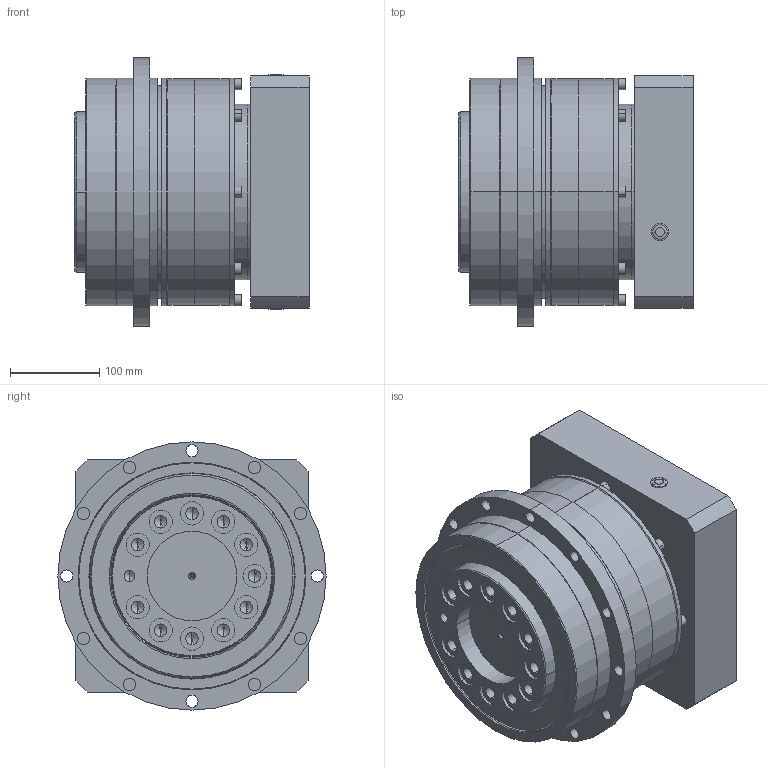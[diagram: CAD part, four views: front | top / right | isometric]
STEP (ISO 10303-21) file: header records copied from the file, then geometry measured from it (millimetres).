
FILE_DESCRIPTION (( 'STEP AP203' ), '1' );
FILE_NAME ('PGY255-L1-55-250-300-M18(入力带键槽).STEP', '2023-06-09T07:06:40', ( '' ), ( '' ), 'SwSTEP 2.0', 'SolidWorks 2015', '' );
FILE_SCHEMA (( 'CONFIG_CONTROL_DESIGN' ));
Length unit declared in the file: millimetre
Products named in the file (1): PGY255-L1-55-250-300-M18(入力带键槽)
Bounding box: 262 x 300 x 300 mm (x, y, z)
Volume: 12088071.3 mm3; surface area: 946140.2 mm2
Topology: 26 solids, 26 shells, 688 faces, 1564 edges, 953 vertices
Faces by surface type: plane 292, cylinder 245, cone 90, torus 61
Entity records: 19914 total; most frequent: CARTESIAN_POINT 4044, DIRECTION 3547, ORIENTED_EDGE 3028, EDGE_CURVE 1514, AXIS2_PLACEMENT_3D 1382, VERTEX_POINT 953, EDGE_LOOP 821, LINE 783
